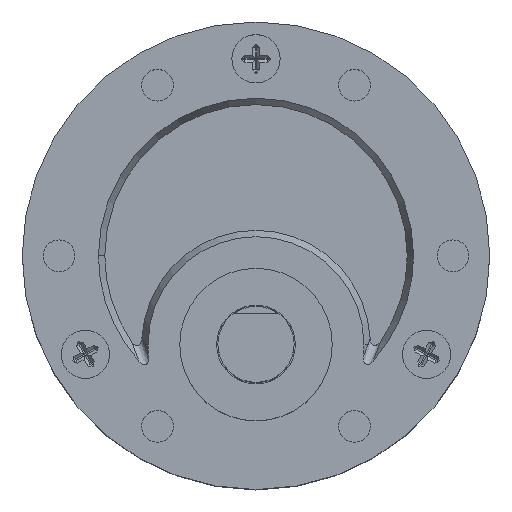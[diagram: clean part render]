
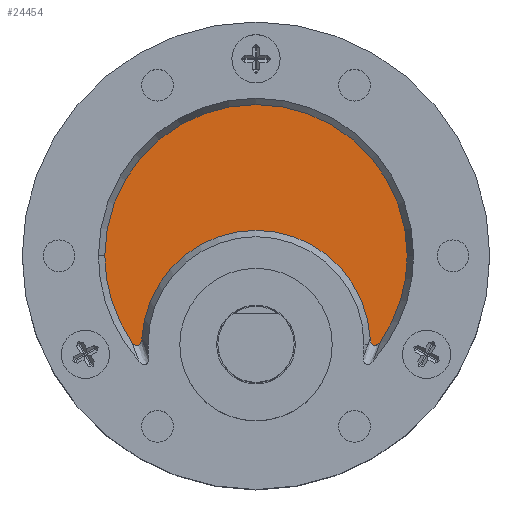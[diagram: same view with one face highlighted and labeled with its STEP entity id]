
A CAD part, top view. The second image highlights one B-rep face of the part: STEP entity #24454.
In plain terms, the highlighted planar face has unit normal (0, 0, 1).
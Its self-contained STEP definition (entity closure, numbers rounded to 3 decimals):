
#664 = VERTEX_POINT ( 'NONE', #1815 ) ;
#681 = CARTESIAN_POINT ( 'NONE',  ( 10.914, -6.734, 18.925 ) ) ;
#778 = CARTESIAN_POINT ( 'NONE',  ( 10.747, -7.005, 18.925 ) ) ;
#936 = CARTESIAN_POINT ( 'NONE',  ( 28.912, -6.518, 18.925 ) ) ;
#1815 = CARTESIAN_POINT ( 'NONE',  ( 31.825, 0., 18.925 ) ) ;
#1947 = CARTESIAN_POINT ( 'NONE',  ( 19.925, -7., 18.925 ) ) ;
#2847 = CARTESIAN_POINT ( 'NONE',  ( 29.593, -6.918, 18.925 ) ) ;
#2865 = CARTESIAN_POINT ( 'NONE',  ( 19.925, 0., 18.925 ) ) ;
#3171 = CARTESIAN_POINT ( 'NONE',  ( 29.027, -6.925, 18.925 ) ) ;
#3180 = CARTESIAN_POINT ( 'NONE',  ( 10.254, -6.915, 18.925 ) ) ;
#3283 = CARTESIAN_POINT ( 'NONE',  ( 10.932, -6.626, 18.925 ) ) ;
#3377 = CIRCLE ( 'NONE', #21853, 11.9 ) ;
#3549 = VERTEX_POINT ( 'NONE', #16830 ) ;
#4696 = EDGE_CURVE ( 'NONE', #3549, #664, #3377, .T. ) ;
#5280 = EDGE_CURVE ( 'NONE', #27783, #3549, #6820, .T. ) ;
#5515 = CARTESIAN_POINT ( 'NONE',  ( 28.935, -6.73, 18.925 ) ) ;
#5517 = FACE_OUTER_BOUND ( 'NONE', #9415, .T. ) ;
#5725 = CARTESIAN_POINT ( 'NONE',  ( 10.123, -6.748, 18.925 ) ) ;
#6820 = B_SPLINE_CURVE_WITH_KNOTS ( 'NONE', 3,
 ( #15271, #24827, #5515, #8051, #3171, #17469, #17781, #7843, #29564, #24935, #22608, #2847, #24621, #24726 ),
 .UNSPECIFIED., .F., .F.,
 ( 4, 2, 2, 2, 2, 2, 4 ),
 ( 0., 0., 0., 0.001, 0.001, 0.001, 0.001 ),
 .UNSPECIFIED. ) ;
#7757 = CARTESIAN_POINT ( 'NONE',  ( 10.437, -7.032, 18.925 ) ) ;
#7843 = CARTESIAN_POINT ( 'NONE',  ( 29.251, -7.063, 18.925 ) ) ;
#7854 = ORIENTED_EDGE ( 'NONE', *, *, #8000, .T. ) ;
#8000 = EDGE_CURVE ( 'NONE', #664, #29205, #28257, .T. ) ;
#8051 = CARTESIAN_POINT ( 'NONE',  ( 28.999, -6.878, 18.925 ) ) ;
#8090 = DIRECTION ( 'NONE',  ( 1., 0., 0. ) ) ;
#8798 = DIRECTION ( 'NONE',  ( 1., 0., 0. ) ) ;
#9415 = EDGE_LOOP ( 'NONE', ( #12377, #9934, #11004, #7854, #11874, #20088 ) ) ;
#9934 = ORIENTED_EDGE ( 'NONE', *, *, #5280, .T. ) ;
#11004 = ORIENTED_EDGE ( 'NONE', *, *, #4696, .T. ) ;
#11874 = ORIENTED_EDGE ( 'NONE', *, *, #21687, .T. ) ;
#12377 = ORIENTED_EDGE ( 'NONE', *, *, #12630, .T. ) ;
#12630 = EDGE_CURVE ( 'NONE', #29283, #27783, #13938, .T. ) ;
#12716 = CARTESIAN_POINT ( 'NONE',  ( 10.85, -6.881, 18.925 ) ) ;
#12735 = AXIS2_PLACEMENT_3D ( 'NONE', #20227, #22960, #8090 ) ;
#12925 = CARTESIAN_POINT ( 'NONE',  ( 10.54, -7.06, 18.925 ) ) ;
#13938 = CIRCLE ( 'NONE', #19366, 9. ) ;
#14047 = CARTESIAN_POINT ( 'NONE',  ( 8.025, 0., 18.925 ) ) ;
#15271 = CARTESIAN_POINT ( 'NONE',  ( 28.912, -6.518, 18.925 ) ) ;
#15387 = CARTESIAN_POINT ( 'NONE',  ( 10.7, -7.036, 18.925 ) ) ;
#15801 = DIRECTION ( 'NONE',  ( 1., 0., 0. ) ) ;
#16735 = DIRECTION ( 'NONE',  ( 1., 0., 0. ) ) ;
#16830 = CARTESIAN_POINT ( 'NONE',  ( 29.727, -6.748, 18.925 ) ) ;
#17469 = CARTESIAN_POINT ( 'NONE',  ( 29.101, -7.004, 18.925 ) ) ;
#17781 = CARTESIAN_POINT ( 'NONE',  ( 29.147, -7.034, 18.925 ) ) ;
#17795 = CARTESIAN_POINT ( 'NONE',  ( 10.821, -6.928, 18.925 ) ) ;
#18389 = CIRCLE ( 'NONE', #29919, 11.9 ) ;
#18434 = VERTEX_POINT ( 'NONE', #20334 ) ;
#18847 = EDGE_CURVE ( 'NONE', #18434, #29283, #21300, .T. ) ;
#19366 = AXIS2_PLACEMENT_3D ( 'NONE', #1947, #21308, #16735 ) ;
#19803 = DIRECTION ( 'NONE',  ( 0., 0., 1. ) ) ;
#20088 = ORIENTED_EDGE ( 'NONE', *, *, #18847, .T. ) ;
#20196 = CARTESIAN_POINT ( 'NONE',  ( 10.938, -6.518, 18.925 ) ) ;
#20227 = CARTESIAN_POINT ( 'NONE',  ( 19.925, 0., 18.925 ) ) ;
#20334 = CARTESIAN_POINT ( 'NONE',  ( 10.123, -6.748, 18.925 ) ) ;
#20424 = PLANE ( 'NONE',  #12735 ) ;
#21300 = B_SPLINE_CURVE_WITH_KNOTS ( 'NONE', 3,
 ( #5725, #22299, #3180, #29574, #7757, #12925, #24735, #15387, #778, #17795, #12716, #681, #3283, #20196 ),
 .UNSPECIFIED., .F., .F.,
 ( 4, 2, 2, 2, 2, 2, 4 ),
 ( 0., 0., 0., 0.001, 0.001, 0.001, 0.001 ),
 .UNSPECIFIED. ) ;
#21308 = DIRECTION ( 'NONE',  ( 0., 0., -1. ) ) ;
#21433 = DIRECTION ( 'NONE',  ( 0., 0., 1. ) ) ;
#21687 = EDGE_CURVE ( 'NONE', #29205, #18434, #18389, .T. ) ;
#21853 = AXIS2_PLACEMENT_3D ( 'NONE', #23897, #22401, #8798 ) ;
#22299 = CARTESIAN_POINT ( 'NONE',  ( 10.184, -6.836, 18.925 ) ) ;
#22401 = DIRECTION ( 'NONE',  ( 0., 0., 1. ) ) ;
#22608 = CARTESIAN_POINT ( 'NONE',  ( 29.46, -7.008, 18.925 ) ) ;
#22960 = DIRECTION ( 'NONE',  ( 0., 0., 1. ) ) ;
#23897 = CARTESIAN_POINT ( 'NONE',  ( 19.925, 0., 18.925 ) ) ;
#24454 = ADVANCED_FACE ( 'NONE', ( #5517 ), #20424, .T. ) ;
#24621 = CARTESIAN_POINT ( 'NONE',  ( 29.666, -6.836, 18.925 ) ) ;
#24652 = CARTESIAN_POINT ( 'NONE',  ( 10.938, -6.518, 18.925 ) ) ;
#24726 = CARTESIAN_POINT ( 'NONE',  ( 29.727, -6.748, 18.925 ) ) ;
#24735 = CARTESIAN_POINT ( 'NONE',  ( 10.596, -7.063, 18.925 ) ) ;
#24827 = CARTESIAN_POINT ( 'NONE',  ( 28.918, -6.625, 18.925 ) ) ;
#24935 = CARTESIAN_POINT ( 'NONE',  ( 29.411, -7.033, 18.925 ) ) ;
#25056 = AXIS2_PLACEMENT_3D ( 'NONE', #2865, #19803, #15801 ) ;
#27783 = VERTEX_POINT ( 'NONE', #936 ) ;
#28257 = CIRCLE ( 'NONE', #25056, 11.9 ) ;
#28582 = CARTESIAN_POINT ( 'NONE',  ( 19.925, 0., 18.925 ) ) ;
#29205 = VERTEX_POINT ( 'NONE', #14047 ) ;
#29283 = VERTEX_POINT ( 'NONE', #24652 ) ;
#29564 = CARTESIAN_POINT ( 'NONE',  ( 29.307, -7.061, 18.925 ) ) ;
#29574 = CARTESIAN_POINT ( 'NONE',  ( 10.388, -7.007, 18.925 ) ) ;
#29919 = AXIS2_PLACEMENT_3D ( 'NONE', #28582, #21433, #31380 ) ;
#31380 = DIRECTION ( 'NONE',  ( 1., 0., 0. ) ) ;
